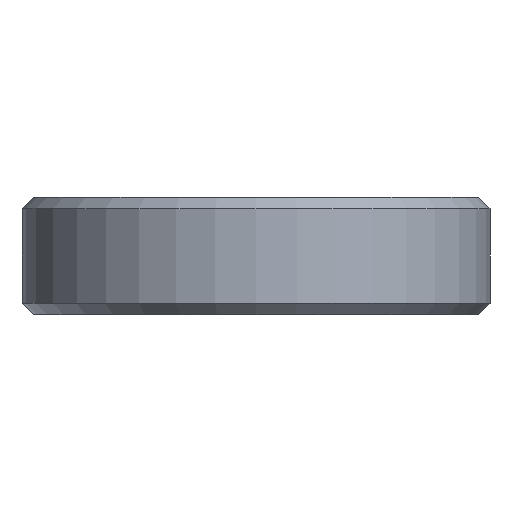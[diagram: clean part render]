
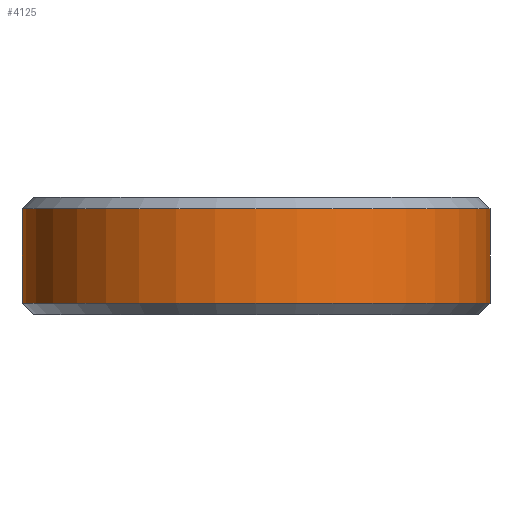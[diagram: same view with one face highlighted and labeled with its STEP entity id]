
A CAD part, left-side view. The second image highlights one B-rep face of the part: STEP entity #4125.
In plain terms, the highlighted cylindrical face has radius 6.25 mm (diameter 12.5 mm), a partial arc.
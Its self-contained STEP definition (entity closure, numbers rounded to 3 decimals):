
#943 = CONICAL_SURFACE('',#944,6.25,0.785);
#944 = AXIS2_PLACEMENT_3D('',#945,#946,#947);
#945 = CARTESIAN_POINT('',(0.,0.,0.3));
#946 = DIRECTION('',(0.,0.,1.));
#947 = DIRECTION('',(0.,1.,0.));
#2077 = VERTEX_POINT('',#2078);
#2078 = CARTESIAN_POINT('',(0.,-6.25,0.3));
#2113 = PLANE('',#2114);
#2114 = AXIS2_PLACEMENT_3D('',#2115,#2116,#2117);
#2115 = CARTESIAN_POINT('',(212.5,-6.25,0.));
#2116 = DIRECTION('',(0.,-1.,0.));
#2117 = DIRECTION('',(-1.,0.,0.));
#2132 = VERTEX_POINT('',#2133);
#2133 = CARTESIAN_POINT('',(0.,6.25,0.3));
#2147 = PLANE('',#2148);
#2148 = AXIS2_PLACEMENT_3D('',#2149,#2150,#2151);
#2149 = CARTESIAN_POINT('',(212.5,6.25,0.));
#2150 = DIRECTION('',(0.,-1.,0.));
#2151 = DIRECTION('',(-1.,0.,0.));
#2184 = EDGE_CURVE('',#2132,#2077,#2185,.T.);
#2185 = SURFACE_CURVE('',#2186,(#2191,#2198),.PCURVE_S1.);
#2186 = CIRCLE('',#2187,6.25);
#2187 = AXIS2_PLACEMENT_3D('',#2188,#2189,#2190);
#2188 = CARTESIAN_POINT('',(0.,0.,0.3));
#2189 = DIRECTION('',(0.,-0.,1.));
#2190 = DIRECTION('',(0.,1.,0.));
#2191 = PCURVE('',#943,#2192);
#2192 = DEFINITIONAL_REPRESENTATION('',(#2193),#2197);
#2193 = LINE('',#2194,#2195);
#2194 = CARTESIAN_POINT('',(0.,-0.));
#2195 = VECTOR('',#2196,1.);
#2196 = DIRECTION('',(1.,-0.));
#2197 = ( GEOMETRIC_REPRESENTATION_CONTEXT(2) 
PARAMETRIC_REPRESENTATION_CONTEXT() REPRESENTATION_CONTEXT('2D SPACE',''
  ) );
#2198 = PCURVE('',#2199,#2204);
#2199 = CYLINDRICAL_SURFACE('',#2200,6.25);
#2200 = AXIS2_PLACEMENT_3D('',#2201,#2202,#2203);
#2201 = CARTESIAN_POINT('',(0.,0.,0.));
#2202 = DIRECTION('',(-0.,-0.,-1.));
#2203 = DIRECTION('',(1.,0.,0.));
#2204 = DEFINITIONAL_REPRESENTATION('',(#2205),#2209);
#2205 = LINE('',#2206,#2207);
#2206 = CARTESIAN_POINT('',(-1.571,-0.3));
#2207 = VECTOR('',#2208,1.);
#2208 = DIRECTION('',(-1.,0.));
#2209 = ( GEOMETRIC_REPRESENTATION_CONTEXT(2) 
PARAMETRIC_REPRESENTATION_CONTEXT() REPRESENTATION_CONTEXT('2D SPACE',''
  ) );
#4023 = VERTEX_POINT('',#4024);
#4024 = CARTESIAN_POINT('',(0.,-6.25,2.825));
#4050 = EDGE_CURVE('',#2077,#4023,#4051,.T.);
#4051 = SURFACE_CURVE('',#4052,(#4056,#4063),.PCURVE_S1.);
#4052 = LINE('',#4053,#4054);
#4053 = CARTESIAN_POINT('',(0.,-6.25,0.));
#4054 = VECTOR('',#4055,1.);
#4055 = DIRECTION('',(0.,0.,1.));
#4056 = PCURVE('',#2113,#4057);
#4057 = DEFINITIONAL_REPRESENTATION('',(#4058),#4062);
#4058 = LINE('',#4059,#4060);
#4059 = CARTESIAN_POINT('',(212.5,0.));
#4060 = VECTOR('',#4061,1.);
#4061 = DIRECTION('',(0.,-1.));
#4062 = ( GEOMETRIC_REPRESENTATION_CONTEXT(2) 
PARAMETRIC_REPRESENTATION_CONTEXT() REPRESENTATION_CONTEXT('2D SPACE',''
  ) );
#4063 = PCURVE('',#2199,#4064);
#4064 = DEFINITIONAL_REPRESENTATION('',(#4065),#4069);
#4065 = LINE('',#4066,#4067);
#4066 = CARTESIAN_POINT('',(-4.712,0.));
#4067 = VECTOR('',#4068,1.);
#4068 = DIRECTION('',(-0.,-1.));
#4069 = ( GEOMETRIC_REPRESENTATION_CONTEXT(2) 
PARAMETRIC_REPRESENTATION_CONTEXT() REPRESENTATION_CONTEXT('2D SPACE',''
  ) );
#4077 = VERTEX_POINT('',#4078);
#4078 = CARTESIAN_POINT('',(0.,6.25,2.825));
#4104 = EDGE_CURVE('',#2132,#4077,#4105,.T.);
#4105 = SURFACE_CURVE('',#4106,(#4110,#4117),.PCURVE_S1.);
#4106 = LINE('',#4107,#4108);
#4107 = CARTESIAN_POINT('',(0.,6.25,0.));
#4108 = VECTOR('',#4109,1.);
#4109 = DIRECTION('',(0.,0.,1.));
#4110 = PCURVE('',#2147,#4111);
#4111 = DEFINITIONAL_REPRESENTATION('',(#4112),#4116);
#4112 = LINE('',#4113,#4114);
#4113 = CARTESIAN_POINT('',(212.5,0.));
#4114 = VECTOR('',#4115,1.);
#4115 = DIRECTION('',(0.,-1.));
#4116 = ( GEOMETRIC_REPRESENTATION_CONTEXT(2) 
PARAMETRIC_REPRESENTATION_CONTEXT() REPRESENTATION_CONTEXT('2D SPACE',''
  ) );
#4117 = PCURVE('',#2199,#4118);
#4118 = DEFINITIONAL_REPRESENTATION('',(#4119),#4123);
#4119 = LINE('',#4120,#4121);
#4120 = CARTESIAN_POINT('',(-1.571,0.));
#4121 = VECTOR('',#4122,1.);
#4122 = DIRECTION('',(-0.,-1.));
#4123 = ( GEOMETRIC_REPRESENTATION_CONTEXT(2) 
PARAMETRIC_REPRESENTATION_CONTEXT() REPRESENTATION_CONTEXT('2D SPACE',''
  ) );
#4125 = ADVANCED_FACE('',(#4126),#2199,.T.);
#4126 = FACE_BOUND('',#4127,.F.);
#4127 = EDGE_LOOP('',(#4128,#4129,#4156,#4157));
#4128 = ORIENTED_EDGE('',*,*,#4104,.T.);
#4129 = ORIENTED_EDGE('',*,*,#4130,.T.);
#4130 = EDGE_CURVE('',#4077,#4023,#4131,.T.);
#4131 = SURFACE_CURVE('',#4132,(#4137,#4144),.PCURVE_S1.);
#4132 = CIRCLE('',#4133,6.25);
#4133 = AXIS2_PLACEMENT_3D('',#4134,#4135,#4136);
#4134 = CARTESIAN_POINT('',(0.,0.,2.825));
#4135 = DIRECTION('',(0.,-0.,1.));
#4136 = DIRECTION('',(0.,1.,0.));
#4137 = PCURVE('',#2199,#4138);
#4138 = DEFINITIONAL_REPRESENTATION('',(#4139),#4143);
#4139 = LINE('',#4140,#4141);
#4140 = CARTESIAN_POINT('',(-1.571,-2.825));
#4141 = VECTOR('',#4142,1.);
#4142 = DIRECTION('',(-1.,0.));
#4143 = ( GEOMETRIC_REPRESENTATION_CONTEXT(2) 
PARAMETRIC_REPRESENTATION_CONTEXT() REPRESENTATION_CONTEXT('2D SPACE',''
  ) );
#4144 = PCURVE('',#4145,#4150);
#4145 = CONICAL_SURFACE('',#4146,6.25,0.785);
#4146 = AXIS2_PLACEMENT_3D('',#4147,#4148,#4149);
#4147 = CARTESIAN_POINT('',(0.,0.,2.825));
#4148 = DIRECTION('',(-0.,-0.,-1.));
#4149 = DIRECTION('',(0.,1.,0.));
#4150 = DEFINITIONAL_REPRESENTATION('',(#4151),#4155);
#4151 = LINE('',#4152,#4153);
#4152 = CARTESIAN_POINT('',(-0.,-0.));
#4153 = VECTOR('',#4154,1.);
#4154 = DIRECTION('',(-1.,-0.));
#4155 = ( GEOMETRIC_REPRESENTATION_CONTEXT(2) 
PARAMETRIC_REPRESENTATION_CONTEXT() REPRESENTATION_CONTEXT('2D SPACE',''
  ) );
#4156 = ORIENTED_EDGE('',*,*,#4050,.F.);
#4157 = ORIENTED_EDGE('',*,*,#2184,.F.);
